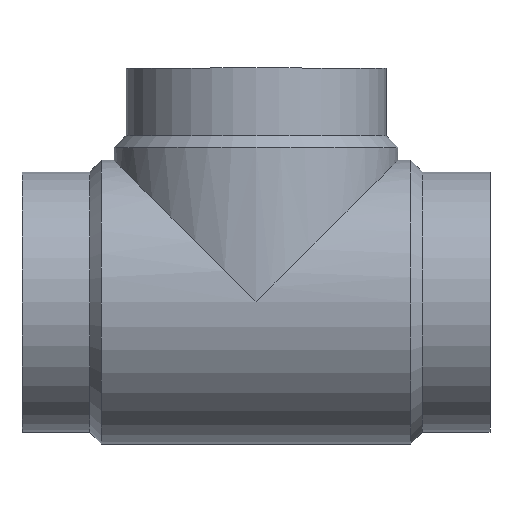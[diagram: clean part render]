
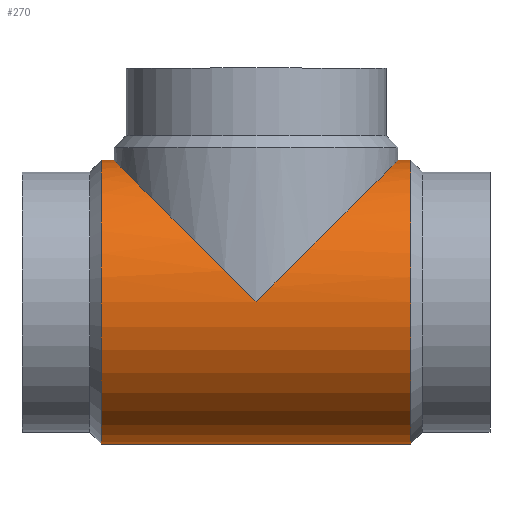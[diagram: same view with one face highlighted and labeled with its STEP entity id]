
A CAD part, top view. The second image highlights one B-rep face of the part: STEP entity #270.
In plain terms, the highlighted cylindrical face has radius 272.7 mm (diameter 545.4 mm), a partial arc.
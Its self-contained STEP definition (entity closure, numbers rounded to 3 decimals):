
#150 = VERTEX_POINT( '', #390 );
#168 = VERTEX_POINT( '', #410 );
#170 = VERTEX_POINT( '', #412 );
#190 = VERTEX_POINT( '', #435 );
#198 = EDGE_CURVE( '', #286, #292, #443, .T. );
#202 = EDGE_CURVE( '', #168, #170, #447, .T. );
#216 = EDGE_CURVE( '', #336, #168, #464, .T. );
#218 = EDGE_CURVE( '', #170, #286, #466, .T. );
#230 = EDGE_CURVE( '', #292, #150, #480, .T. );
#244 = EDGE_CURVE( '', #150, #190, #494, .T. );
#270 = ADVANCED_FACE( '', ( #523 ), #524, .T. );
#286 = VERTEX_POINT( '', #543 );
#292 = VERTEX_POINT( '', #549 );
#304 = EDGE_CURVE( '', #336, #190, #562, .T. );
#336 = VERTEX_POINT( '', #598 );
#390 = CARTESIAN_POINT( '', ( -722.7, 272.7, 0. ) );
#410 = CARTESIAN_POINT( '', ( -152.7, -272.7, 0. ) );
#412 = CARTESIAN_POINT( '', ( -152.7, 272.7, 0. ) );
#435 = CARTESIAN_POINT( '', ( -747.3, 272.7, 0. ) );
#443 = ELLIPSE( '', #725, 385.656, 272.7 );
#447 = CIRCLE( '', #730, 272.7 );
#464 = LINE( '', #751, #752 );
#466 = LINE( '', #755, #756 );
#480 = ELLIPSE( '', #773, 385.656, 272.7 );
#494 = LINE( '', #793, #794 );
#523 = FACE_OUTER_BOUND( '', #835, .T. );
#524 = CYLINDRICAL_SURFACE( '', #836, 272.7 );
#543 = CARTESIAN_POINT( '', ( -177.3, 272.7, 0. ) );
#549 = CARTESIAN_POINT( '', ( -450., 0., 272.7 ) );
#562 = CIRCLE( '', #880, 272.7 );
#598 = CARTESIAN_POINT( '', ( -747.3, -272.7, 0. ) );
#725 = AXIS2_PLACEMENT_3D( '', #1020, #1021, #1022 );
#730 = AXIS2_PLACEMENT_3D( '', #1023, #1024, #1025 );
#751 = CARTESIAN_POINT( '', ( -450., -272.7, 0. ) );
#752 = VECTOR( '', #1054, 1. );
#755 = CARTESIAN_POINT( '', ( -450., 272.7, 0. ) );
#756 = VECTOR( '', #1055, 1. );
#773 = AXIS2_PLACEMENT_3D( '', #1080, #1081, #1082 );
#793 = CARTESIAN_POINT( '', ( -450., 272.7, 0. ) );
#794 = VECTOR( '', #1098, 1. );
#835 = EDGE_LOOP( '', ( #1143, #1144, #1145, #1146, #1147, #1148, #1149 ) );
#836 = AXIS2_PLACEMENT_3D( '', #1150, #1151, #1152 );
#880 = AXIS2_PLACEMENT_3D( '', #1197, #1198, #1199 );
#1020 = CARTESIAN_POINT( '', ( -450., 0., 0. ) );
#1021 = DIRECTION( '', ( 0.707, -0.707, 0. ) );
#1022 = DIRECTION( '', ( 0.707, 0.707, 0. ) );
#1023 = CARTESIAN_POINT( '', ( -152.7, 0., 0. ) );
#1024 = DIRECTION( '', ( -1., 0., 0. ) );
#1025 = DIRECTION( '', ( 0., 1., 0. ) );
#1054 = DIRECTION( '', ( 1., 0., 0. ) );
#1055 = DIRECTION( '', ( -1., 0., 0. ) );
#1080 = CARTESIAN_POINT( '', ( -450., 0., 0. ) );
#1081 = DIRECTION( '', ( -0.707, -0.707, 0. ) );
#1082 = DIRECTION( '', ( 0.707, -0.707, 0. ) );
#1098 = DIRECTION( '', ( -1., 0., 0. ) );
#1143 = ORIENTED_EDGE( '', *, *, #218, .T. );
#1144 = ORIENTED_EDGE( '', *, *, #198, .T. );
#1145 = ORIENTED_EDGE( '', *, *, #230, .T. );
#1146 = ORIENTED_EDGE( '', *, *, #244, .T. );
#1147 = ORIENTED_EDGE( '', *, *, #304, .F. );
#1148 = ORIENTED_EDGE( '', *, *, #216, .T. );
#1149 = ORIENTED_EDGE( '', *, *, #202, .T. );
#1150 = CARTESIAN_POINT( '', ( -450., 0., 0. ) );
#1151 = DIRECTION( '', ( 1., 0., 0. ) );
#1152 = DIRECTION( '', ( 0., 1., 0. ) );
#1197 = CARTESIAN_POINT( '', ( -747.3, 0., 0. ) );
#1198 = DIRECTION( '', ( -1., 0., 0. ) );
#1199 = DIRECTION( '', ( 0., 1., 0. ) );
